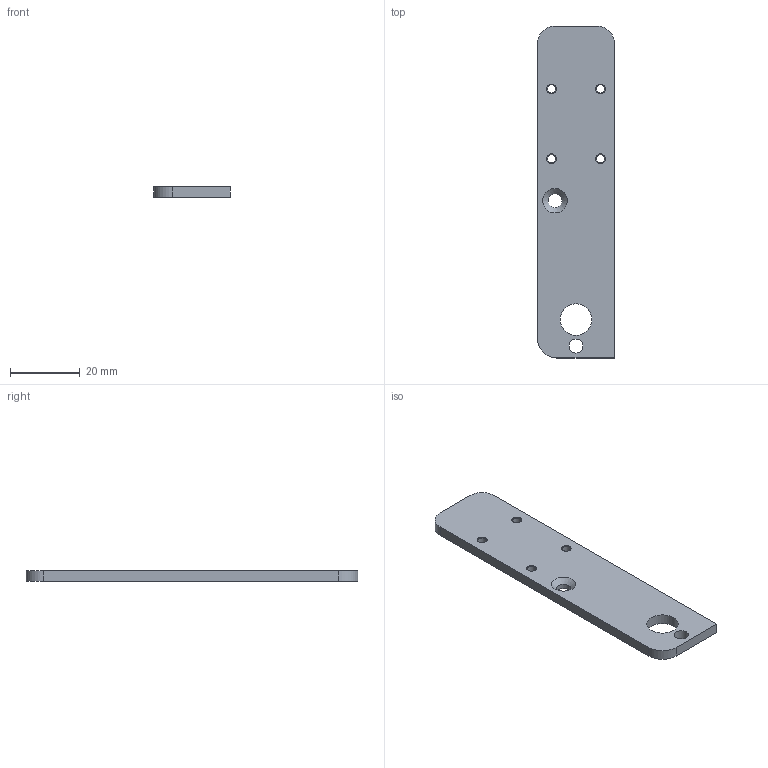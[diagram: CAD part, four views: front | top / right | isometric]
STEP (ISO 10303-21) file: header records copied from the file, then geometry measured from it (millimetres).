
FILE_DESCRIPTION(('FreeCAD Model'),'2;1');
FILE_NAME('fsr_mount_05.step','2019-05-21T15:24:21',('Author'),(''), 'Open CASCADE STEP processor 6.9','FreeCAD','Unknown');
FILE_SCHEMA(('AUTOMOTIVE_DESIGN { 1 0 10303 214 1 1 1 1 }'));
Length unit declared in the file: millimetre
Products named in the file (1): Chamfer001
Bounding box: 22 x 95 x 3 mm (x, y, z)
Volume: 5879.5 mm3; surface area: 4853.2 mm2
Topology: 1 solids, 1 shells, 21 faces, 52 edges, 33 vertices
Faces by surface type: cylinder 10, plane 6, cone 5
Full cylindrical faces by diameter (mm): 2.4 x4, 4 x2, 9 x1
Entity records: 1394 total; most frequent: CARTESIAN_POINT 317, DIRECTION 199, ORIENTED_EDGE 104, PCURVE 104, DEFINITIONAL_REPRESENTATION 104, LINE 101, VECTOR 101, EDGE_CURVE 52
